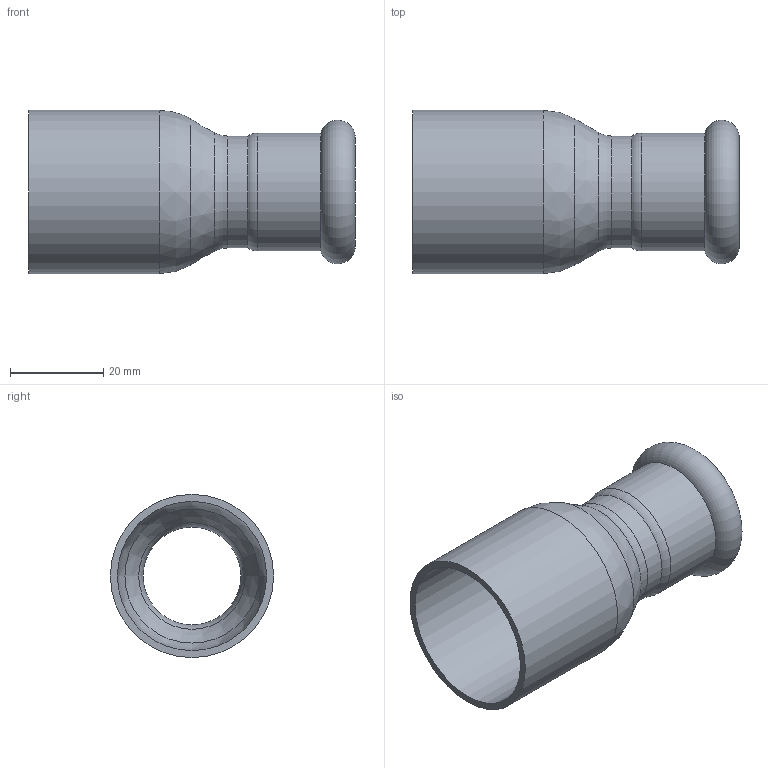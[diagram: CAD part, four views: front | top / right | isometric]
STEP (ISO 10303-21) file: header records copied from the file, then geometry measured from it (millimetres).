
FILE_DESCRIPTION(/* description */ ('Riduzione MF 35x22 Inoxpres'),/* implementation_level */ '2;1');
FILE_NAME(/* name */ '191035022_Inoxpres.stp',/* time_stamp */ '2022-10-12T10:44:52+02:00',/* author */ ('Vault'),/* organization */ ('Raccorderie metalliche s.p.a.'),/* preprocessor_version */ 'ST-DEVELOPER v18.1',/* originating_system */ 'Autodesk Inventor 2020',/* authorisation */ 'Raccorderie metalliche s.p.a.');
FILE_SCHEMA (('AUTOMOTIVE_DESIGN { 1 0 10303 214 3 1 1 }'));
Length unit declared in the file: millimetre
Products named in the file (1): 191035022_Inoxpres
Bounding box: 70 x 35 x 35 mm (x, y, z)
Volume: 10773.8 mm3; surface area: 13343.9 mm2
Topology: 1 solids, 1 shells, 21 faces, 78 edges, 58 vertices
Faces by surface type: cylinder 8, torus 7, cone 3, bspline 2, plane 1
Full cylindrical faces by diameter (mm): 21 x1, 22.3 x1, 22.9 x2, 24 x1, 25.3 x1, 32 x1, 35 x1
Entity records: 992 total; most frequent: CARTESIAN_POINT 210, DIRECTION 185, ORIENTED_EDGE 156, AXIS2_PLACEMENT_3D 87, EDGE_CURVE 78, CIRCLE 67, VERTEX_POINT 58, EDGE_LOOP 22
